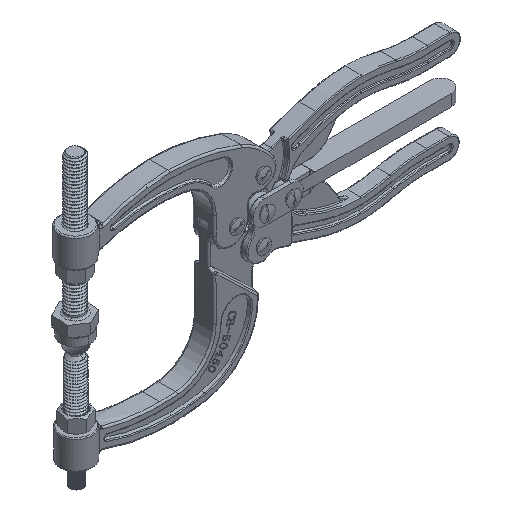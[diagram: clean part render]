
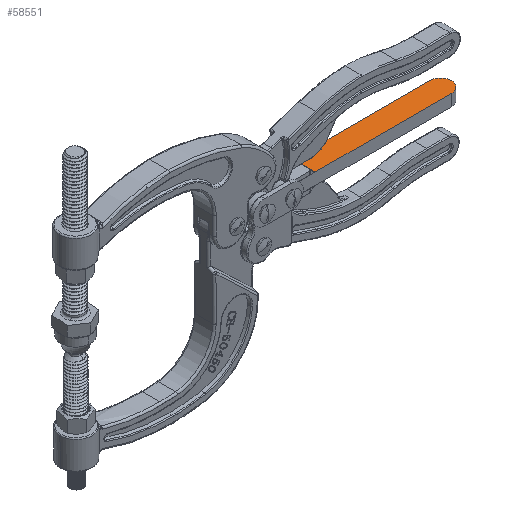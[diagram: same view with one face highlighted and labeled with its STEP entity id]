
A CAD part, isometric view. The second image highlights one B-rep face of the part: STEP entity #58551.
In plain terms, the highlighted face is planar.
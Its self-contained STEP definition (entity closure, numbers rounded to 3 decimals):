
#12980 = CARTESIAN_POINT ( 'NONE',  ( 95.2, -3.2, 0. ) ) ;
#12981 = PLANE ( 'NONE',  #13048 ) ;
#12982 = FACE_OUTER_BOUND ( 'NONE', #58552, .T. ) ;
#13030 = CARTESIAN_POINT ( 'NONE',  ( 3.2, -3.2, 12. ) ) ;
#13031 = CARTESIAN_POINT ( 'NONE',  ( 89.2, -3.2, 12. ) ) ;
#13033 = DIRECTION ( 'NONE',  ( 0., 0., -1. ) ) ;
#13034 = DIRECTION ( 'NONE',  ( 0., -1., 0. ) ) ;
#13035 = CARTESIAN_POINT ( 'NONE',  ( 89.2, -3.2, 6. ) ) ;
#13036 = AXIS2_PLACEMENT_3D ( 'NONE', #13035, #13034, #13033 ) ;
#13037 = CIRCLE ( 'NONE', #13036, 6. ) ;
#13038 = CARTESIAN_POINT ( 'NONE',  ( 95.2, -3.2, 6. ) ) ;
#13039 = CARTESIAN_POINT ( 'NONE',  ( 89.2, -3.2, 0. ) ) ;
#13040 = DIRECTION ( 'NONE',  ( 0., 0., -1. ) ) ;
#13041 = DIRECTION ( 'NONE',  ( 0., -1., 0. ) ) ;
#13042 = CARTESIAN_POINT ( 'NONE',  ( 89.2, -3.2, 6. ) ) ;
#13043 = AXIS2_PLACEMENT_3D ( 'NONE', #13042, #13041, #13040 ) ;
#13046 = DIRECTION ( 'NONE',  ( 0., 0., -1. ) ) ;
#13047 = DIRECTION ( 'NONE',  ( 0., -1., 0. ) ) ;
#13048 = AXIS2_PLACEMENT_3D ( 'NONE', #12980, #13047, #13046 ) ;
#13049 = CIRCLE ( 'NONE', #13043, 6. ) ;
#13084 = DIRECTION ( 'NONE',  ( 1., 0., 0. ) ) ;
#13085 = VECTOR ( 'NONE', #13084, 1000. ) ;
#13086 = CARTESIAN_POINT ( 'NONE',  ( 95.2, -3.2, 12. ) ) ;
#13087 = LINE ( 'NONE', #13086, #13085 ) ;
#13141 = DIRECTION ( 'NONE',  ( 1., 0., 0. ) ) ;
#13142 = VECTOR ( 'NONE', #13141, 1000. ) ;
#13143 = CARTESIAN_POINT ( 'NONE',  ( 95.2, -3.2, 0. ) ) ;
#13144 = LINE ( 'NONE', #13143, #13142 ) ;
#13145 = CARTESIAN_POINT ( 'NONE',  ( 3.2, -3.2, 0. ) ) ;
#13146 = DIRECTION ( 'NONE',  ( 0., 0., 1. ) ) ;
#13147 = VECTOR ( 'NONE', #13146, 1000. ) ;
#13148 = CARTESIAN_POINT ( 'NONE',  ( 3.2, -3.2, 0. ) ) ;
#13149 = LINE ( 'NONE', #13148, #13147 ) ;
#58551 = ADVANCED_FACE ( 'NONE', ( #12982 ), #12981, .T. ) ;
#58552 = EDGE_LOOP ( 'NONE', ( #58554, #58561, #58649, #58651, #58657 ) ) ;
#58554 = ORIENTED_EDGE ( 'NONE', *, *, #58556, .T. ) ;
#58556 = EDGE_CURVE ( 'NONE', #58559, #58560, #13049, .T. ) ;
#58559 = VERTEX_POINT ( 'NONE', #13039 ) ;
#58560 = VERTEX_POINT ( 'NONE', #13038 ) ;
#58561 = ORIENTED_EDGE ( 'NONE', *, *, #58562, .T. ) ;
#58562 = EDGE_CURVE ( 'NONE', #58560, #58563, #13037, .T. ) ;
#58563 = VERTEX_POINT ( 'NONE', #13031 ) ;
#58565 = VERTEX_POINT ( 'NONE', #13030 ) ;
#58649 = ORIENTED_EDGE ( 'NONE', *, *, #58650, .F. ) ;
#58650 = EDGE_CURVE ( 'NONE', #58565, #58563, #13087, .T. ) ;
#58651 = ORIENTED_EDGE ( 'NONE', *, *, #58653, .F. ) ;
#58653 = EDGE_CURVE ( 'NONE', #58656, #58565, #13149, .T. ) ;
#58656 = VERTEX_POINT ( 'NONE', #13145 ) ;
#58657 = ORIENTED_EDGE ( 'NONE', *, *, #58658, .T. ) ;
#58658 = EDGE_CURVE ( 'NONE', #58656, #58559, #13144, .T. ) ;
